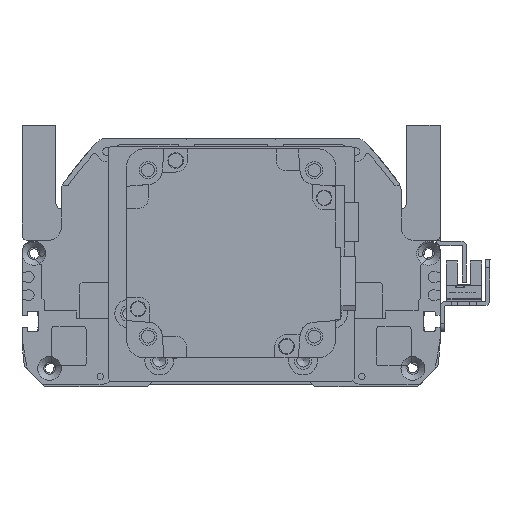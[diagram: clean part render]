
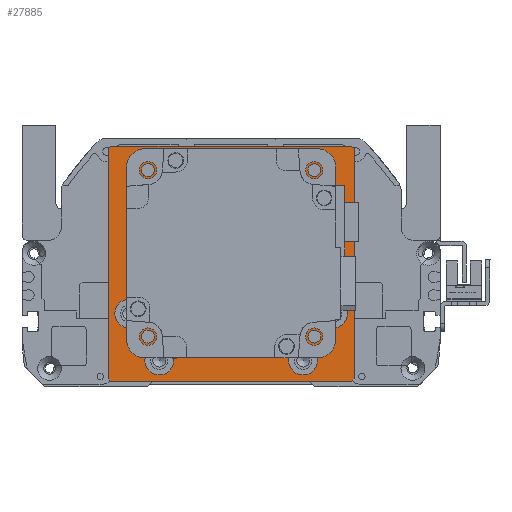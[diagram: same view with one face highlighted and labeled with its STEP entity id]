
A CAD part, front view. The second image highlights one B-rep face of the part: STEP entity #27885.
In plain terms, the highlighted face is planar.
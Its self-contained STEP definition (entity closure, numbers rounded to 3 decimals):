
#1608=FACE_BOUND('',#5959,.T.);
#1609=FACE_BOUND('',#5960,.T.);
#1610=FACE_BOUND('',#5961,.T.);
#1611=FACE_BOUND('',#5962,.T.);
#1612=FACE_BOUND('',#5963,.T.);
#1613=FACE_BOUND('',#5964,.T.);
#1614=FACE_BOUND('',#5965,.T.);
#1615=FACE_BOUND('',#5966,.T.);
#1616=FACE_BOUND('',#5967,.T.);
#2214=PLANE('',#30886);
#4268=FACE_OUTER_BOUND('',#5958,.T.);
#5958=EDGE_LOOP('',(#25796,#25797,#25798,#25799,#25800,#25801,#25802,#25803));
#5959=EDGE_LOOP('',(#25804));
#5960=EDGE_LOOP('',(#25805));
#5961=EDGE_LOOP('',(#25806));
#5962=EDGE_LOOP('',(#25807));
#5963=EDGE_LOOP('',(#25808));
#5964=EDGE_LOOP('',(#25809));
#5965=EDGE_LOOP('',(#25810));
#5966=EDGE_LOOP('',(#25811));
#5967=EDGE_LOOP('',(#25812));
#8169=LINE('',#49611,#10416);
#8171=LINE('',#49615,#10418);
#8174=LINE('',#49621,#10421);
#8175=LINE('',#49623,#10422);
#8176=LINE('',#49625,#10423);
#8177=LINE('',#49627,#10424);
#8178=LINE('',#49629,#10425);
#8179=LINE('',#49630,#10426);
#10416=VECTOR('',#38234,10.);
#10418=VECTOR('',#38238,10.);
#10421=VECTOR('',#38243,10.);
#10422=VECTOR('',#38244,10.);
#10423=VECTOR('',#38245,10.);
#10424=VECTOR('',#38246,10.);
#10425=VECTOR('',#38247,10.);
#10426=VECTOR('',#38248,10.);
#11836=CIRCLE('',#30887,35.);
#11837=CIRCLE('',#30888,2.459);
#11838=CIRCLE('',#30889,2.459);
#11839=CIRCLE('',#30890,2.459);
#11840=CIRCLE('',#30891,2.459);
#11841=CIRCLE('',#30892,5.5);
#11842=CIRCLE('',#30893,5.5);
#11843=CIRCLE('',#30894,5.5);
#11844=CIRCLE('',#30895,5.5);
#14364=VERTEX_POINT('',#49608);
#14365=VERTEX_POINT('',#49610);
#14366=VERTEX_POINT('',#49614);
#14368=VERTEX_POINT('',#49620);
#14369=VERTEX_POINT('',#49622);
#14370=VERTEX_POINT('',#49624);
#14371=VERTEX_POINT('',#49626);
#14372=VERTEX_POINT('',#49628);
#14373=VERTEX_POINT('',#49631);
#14374=VERTEX_POINT('',#49633);
#14375=VERTEX_POINT('',#49635);
#14376=VERTEX_POINT('',#49637);
#14377=VERTEX_POINT('',#49639);
#14378=VERTEX_POINT('',#49641);
#14379=VERTEX_POINT('',#49643);
#14380=VERTEX_POINT('',#49645);
#14381=VERTEX_POINT('',#49647);
#18212=EDGE_CURVE('',#14364,#14365,#8169,.T.);
#18214=EDGE_CURVE('',#14366,#14365,#8171,.T.);
#18217=EDGE_CURVE('',#14364,#14368,#8174,.T.);
#18218=EDGE_CURVE('',#14369,#14368,#8175,.T.);
#18219=EDGE_CURVE('',#14369,#14370,#8176,.T.);
#18220=EDGE_CURVE('',#14371,#14370,#8177,.T.);
#18221=EDGE_CURVE('',#14371,#14372,#8178,.T.);
#18222=EDGE_CURVE('',#14366,#14372,#8179,.T.);
#18223=EDGE_CURVE('',#14373,#14373,#11836,.T.);
#18224=EDGE_CURVE('',#14374,#14374,#11837,.T.);
#18225=EDGE_CURVE('',#14375,#14375,#11838,.T.);
#18226=EDGE_CURVE('',#14376,#14376,#11839,.T.);
#18227=EDGE_CURVE('',#14377,#14377,#11840,.T.);
#18228=EDGE_CURVE('',#14378,#14378,#11841,.T.);
#18229=EDGE_CURVE('',#14379,#14379,#11842,.T.);
#18230=EDGE_CURVE('',#14380,#14380,#11843,.T.);
#18231=EDGE_CURVE('',#14381,#14381,#11844,.T.);
#25796=ORIENTED_EDGE('',*,*,#18212,.F.);
#25797=ORIENTED_EDGE('',*,*,#18217,.T.);
#25798=ORIENTED_EDGE('',*,*,#18218,.F.);
#25799=ORIENTED_EDGE('',*,*,#18219,.T.);
#25800=ORIENTED_EDGE('',*,*,#18220,.F.);
#25801=ORIENTED_EDGE('',*,*,#18221,.T.);
#25802=ORIENTED_EDGE('',*,*,#18222,.F.);
#25803=ORIENTED_EDGE('',*,*,#18214,.T.);
#25804=ORIENTED_EDGE('',*,*,#18223,.T.);
#25805=ORIENTED_EDGE('',*,*,#18224,.T.);
#25806=ORIENTED_EDGE('',*,*,#18225,.T.);
#25807=ORIENTED_EDGE('',*,*,#18226,.T.);
#25808=ORIENTED_EDGE('',*,*,#18227,.T.);
#25809=ORIENTED_EDGE('',*,*,#18228,.T.);
#25810=ORIENTED_EDGE('',*,*,#18229,.T.);
#25811=ORIENTED_EDGE('',*,*,#18230,.T.);
#25812=ORIENTED_EDGE('',*,*,#18231,.T.);
#27885=ADVANCED_FACE('',(#4268,#1608,#1609,#1610,#1611,#1612,#1613,#1614,
#1615,#1616),#2214,.T.);
#30886=AXIS2_PLACEMENT_3D('',#49619,#38241,#38242);
#30887=AXIS2_PLACEMENT_3D('',#49632,#38249,#38250);
#30888=AXIS2_PLACEMENT_3D('',#49634,#38251,#38252);
#30889=AXIS2_PLACEMENT_3D('',#49636,#38253,#38254);
#30890=AXIS2_PLACEMENT_3D('',#49638,#38255,#38256);
#30891=AXIS2_PLACEMENT_3D('',#49640,#38257,#38258);
#30892=AXIS2_PLACEMENT_3D('',#49642,#38259,#38260);
#30893=AXIS2_PLACEMENT_3D('',#49644,#38261,#38262);
#30894=AXIS2_PLACEMENT_3D('',#49646,#38263,#38264);
#30895=AXIS2_PLACEMENT_3D('',#49648,#38265,#38266);
#38234=DIRECTION('',(0.707,0.707,0.));
#38238=DIRECTION('',(-1.,0.,0.));
#38241=DIRECTION('center_axis',(0.,0.,1.));
#38242=DIRECTION('ref_axis',(1.,0.,0.));
#38243=DIRECTION('',(0.,-1.,0.));
#38244=DIRECTION('',(-0.707,0.707,0.));
#38245=DIRECTION('',(1.,0.,0.));
#38246=DIRECTION('',(-0.707,-0.707,0.));
#38247=DIRECTION('',(0.,1.,0.));
#38248=DIRECTION('',(0.707,-0.707,0.));
#38249=DIRECTION('center_axis',(0.,0.,-1.));
#38250=DIRECTION('ref_axis',(1.,0.,0.));
#38251=DIRECTION('center_axis',(0.,0.,-1.));
#38252=DIRECTION('ref_axis',(1.,0.,0.));
#38253=DIRECTION('center_axis',(0.,0.,-1.));
#38254=DIRECTION('ref_axis',(1.,0.,0.));
#38255=DIRECTION('center_axis',(0.,0.,-1.));
#38256=DIRECTION('ref_axis',(1.,0.,0.));
#38257=DIRECTION('center_axis',(0.,0.,-1.));
#38258=DIRECTION('ref_axis',(1.,0.,0.));
#38259=DIRECTION('center_axis',(0.,0.,-1.));
#38260=DIRECTION('ref_axis',(1.,0.,0.));
#38261=DIRECTION('center_axis',(0.,0.,-1.));
#38262=DIRECTION('ref_axis',(1.,0.,0.));
#38263=DIRECTION('center_axis',(0.,0.,-1.));
#38264=DIRECTION('ref_axis',(1.,0.,0.));
#38265=DIRECTION('center_axis',(0.,0.,-1.));
#38266=DIRECTION('ref_axis',(1.,0.,0.));
#49608=CARTESIAN_POINT('',(-47.,44.5,76.));
#49610=CARTESIAN_POINT('',(-46.,45.5,76.));
#49611=CARTESIAN_POINT('',(-46.125,45.375,76.));
#49614=CARTESIAN_POINT('',(46.,45.5,76.));
#49615=CARTESIAN_POINT('',(47.,45.5,76.));
#49619=CARTESIAN_POINT('Origin',(0.,0.,
76.));
#49620=CARTESIAN_POINT('',(-47.,-43.5,76.));
#49621=CARTESIAN_POINT('',(-47.,44.5,76.));
#49622=CARTESIAN_POINT('',(-46.,-44.5,76.));
#49623=CARTESIAN_POINT('',(-45.875,-44.625,76.));
#49624=CARTESIAN_POINT('',(46.,-44.5,76.));
#49625=CARTESIAN_POINT('',(-47.,-44.5,76.));
#49626=CARTESIAN_POINT('',(47.,-43.5,76.));
#49627=CARTESIAN_POINT('',(45.875,-44.625,76.));
#49628=CARTESIAN_POINT('',(47.,44.5,76.));
#49629=CARTESIAN_POINT('',(47.,-44.5,76.));
#49630=CARTESIAN_POINT('',(46.125,45.375,76.));
#49631=CARTESIAN_POINT('',(-35.,4.5,76.));
#49632=CARTESIAN_POINT('Origin',(0.,4.5,76.));
#49633=CARTESIAN_POINT('',(29.361,-27.32,76.));
#49634=CARTESIAN_POINT('Origin',(31.82,-27.32,76.));
#49635=CARTESIAN_POINT('',(29.361,36.32,76.));
#49636=CARTESIAN_POINT('Origin',(31.82,36.32,76.));
#49637=CARTESIAN_POINT('',(-34.278,36.32,76.));
#49638=CARTESIAN_POINT('Origin',(-31.82,36.32,76.));
#49639=CARTESIAN_POINT('',(-34.278,-27.32,76.));
#49640=CARTESIAN_POINT('Origin',(-31.82,-27.32,76.));
#49641=CARTESIAN_POINT('',(-44.5,-18.5,76.));
#49642=CARTESIAN_POINT('Origin',(-39.,-18.5,76.));
#49643=CARTESIAN_POINT('',(33.5,-18.5,76.));
#49644=CARTESIAN_POINT('Origin',(39.,-18.5,76.));
#49645=CARTESIAN_POINT('',(22.,-36.5,76.));
#49646=CARTESIAN_POINT('Origin',(27.5,-36.5,76.));
#49647=CARTESIAN_POINT('',(-33.,-36.5,76.));
#49648=CARTESIAN_POINT('Origin',(-27.5,-36.5,76.));
